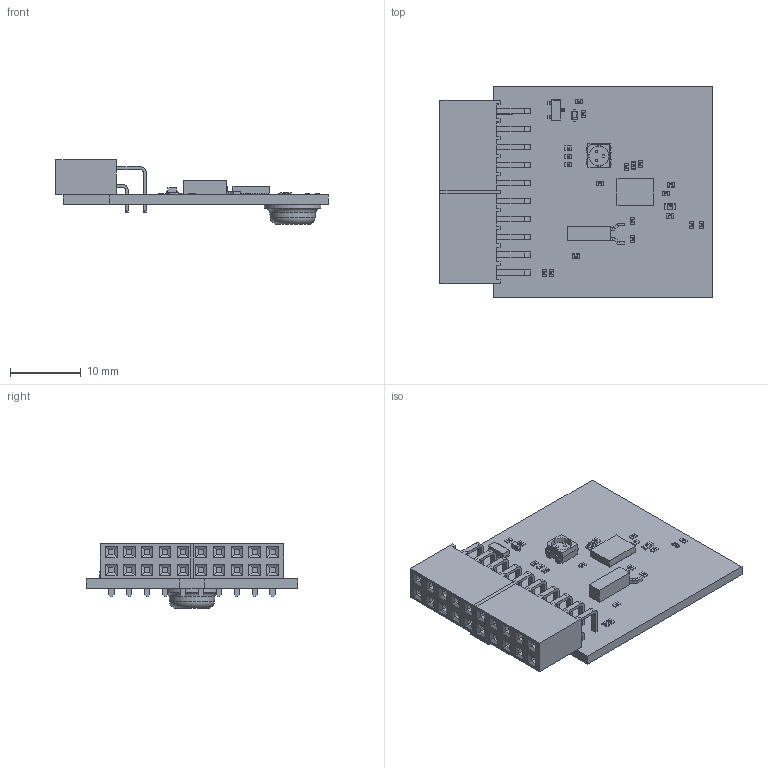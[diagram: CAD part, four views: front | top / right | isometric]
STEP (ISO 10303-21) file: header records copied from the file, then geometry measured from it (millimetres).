
FILE_DESCRIPTION(('Open CASCADE Model'),'2;1');
FILE_NAME('Open CASCADE Shape Model','2014-12-04T13:43:15',('Author'),( 'Open CASCADE'),'Open CASCADE STEP processor 6.5','Open CASCADE 6.5' ,'Unknown');
FILE_SCHEMA(('AUTOMOTIVE_DESIGN { 1 0 10303 214 1 1 1 1 }'));
Length unit declared in the file: millimetre
Products named in the file (55): PCB; Board; R113; 0402_SMD_Resistor; R111; R109; C109; 0402_SMD_Capacitor; C108; C107; C106; C105; C104; C103; 0603_SMD_Capacitor; C100; C102; C101; D100; User_Library-SOD-523F; D101; CREE; User_Library-LED_ASMT-QTB0-0AA02_patte_1; User_Library-LED_ASMT-QTB0-0AA02_corps_1; J100; Samtec-SSW-105-02-T-D-RA; R100; R103; R104; R105; R106; R107; R112; U100; nytt_forsok_3-lead_sot23-3; U101; 846714896; Extruded; 846714128; 846714512 ...
Assembly tree (103 placements, depth 4):
  PCB
    Board
    R113
      0402_SMD_Resistor
    R111
      0402_SMD_Resistor
    R109
      0402_SMD_Resistor
    C109
      0402_SMD_Capacitor
    C108
      0402_SMD_Capacitor
    C107
      0402_SMD_Capacitor
    C106
      0402_SMD_Capacitor
    C105
      0402_SMD_Capacitor
    C104
      0402_SMD_Capacitor
    C103
      0603_SMD_Capacitor
    C100
      0402_SMD_Capacitor
    C102
      0402_SMD_Capacitor
    C101
      0402_SMD_Capacitor
    D100
      User_Library-SOD-523F
    D101
      CREE
        User_Library-LED_ASMT-QTB0-0AA02_patte_1  x4
        User_Library-LED_ASMT-QTB0-0AA02_corps_1
    J100
      Samtec-SSW-105-02-T-D-RA  x2
    R100
      0402_SMD_Resistor
    R103
      0402_SMD_Resistor
    R104
      0402_SMD_Resistor
    R105
      0402_SMD_Resistor
    R106
      0402_SMD_Resistor
    R107
      0402_SMD_Resistor
    R112
      0402_SMD_Resistor
    U100
      nytt_forsok_3-lead_sot23-3
    U101
      846714896  x20
        Extruded
      846714128  x8
        Extruded
      846714512
        Extruded
    XC100
Bounding box: 38.5 x 30 x 9.17 mm (x, y, z)
Volume: 2516.7 mm3; surface area: 4287.7 mm2
Topology: 67 solids, 67 shells, 2756 faces, 6579 edges, 3933 vertices
Faces by surface type: plane 1694, cylinder 485, bspline 404, sphere 168, cone 3, torus 2
Full cylindrical faces by diameter (mm): 8.001 x1
Entity records: 63243 total; most frequent: CARTESIAN_POINT 19346, DIRECTION 6666, LINE 4527, VECTOR 4527, ORIENTED_EDGE 3932, PCURVE 3932, DEFINITIONAL_REPRESENTATION 3932, EDGE_CURVE 1966
